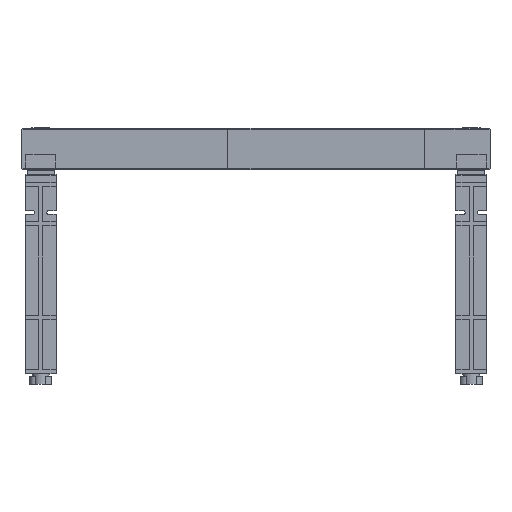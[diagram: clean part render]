
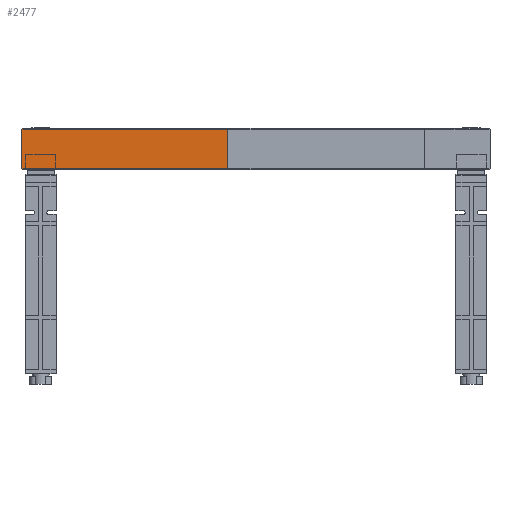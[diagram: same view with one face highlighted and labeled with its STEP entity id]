
A CAD part, front view. The second image highlights one B-rep face of the part: STEP entity #2477.
In plain terms, the highlighted planar face has unit normal (0, -1, 0).
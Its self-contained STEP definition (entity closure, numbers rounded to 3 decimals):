
#2477=ADVANCED_FACE('',(#5821),#5822,.T.);
#5821=FACE_OUTER_BOUND('',#10049,.T.);
#5822=PLANE('',#10050);
#10049=EDGE_LOOP('',(#17908,#17909,#17910,#17911));
#10050=AXIS2_PLACEMENT_3D('',#17912,#17913,#17914);
#17908=ORIENTED_EDGE('',*,*,#28279,.T.);
#17909=ORIENTED_EDGE('',*,*,#28220,.F.);
#17910=ORIENTED_EDGE('',*,*,#28224,.T.);
#17911=ORIENTED_EDGE('',*,*,#28229,.T.);
#17912=CARTESIAN_POINT('',(0.0,0.0,125.8));
#17913=DIRECTION('',(0.0,-1.0,0.0));
#17914=DIRECTION('',(0.0,0.0,-1.0));
#28220=EDGE_CURVE('',#34763,#34785,#34786,.T.);
#28224=EDGE_CURVE('',#34763,#34754,#34791,.T.);
#28229=EDGE_CURVE('',#34754,#34796,#34798,.T.);
#28279=EDGE_CURVE('',#34796,#34785,#34863,.T.);
#34754=VERTEX_POINT('',#44926);
#34763=VERTEX_POINT('',#44936);
#34785=VERTEX_POINT('',#44966);
#34786=LINE('',#44967,#44968);
#34791=LINE('',#44974,#44975);
#34796=VERTEX_POINT('',#44982);
#34798=LINE('',#44984,#44985);
#34863=LINE('',#45126,#45127);
#44926=CARTESIAN_POINT('',(0.0,0.0,115.2));
#44936=CARTESIAN_POINT('',(0.0,0.,136.4));
#44966=CARTESIAN_POINT('',(109.999,0.,136.4));
#44967=CARTESIAN_POINT('',(0.0,0.,136.4));
#44968=VECTOR('',#53867,1.0);
#44974=CARTESIAN_POINT('',(0.0,0.0,136.4));
#44975=VECTOR('',#53872,1.0);
#44982=CARTESIAN_POINT('',(109.999,0.0,115.2));
#44984=CARTESIAN_POINT('',(0.0,0.0,115.2));
#44985=VECTOR('',#53878,1.0);
#45126=CARTESIAN_POINT('',(109.999,0.0,136.4));
#45127=VECTOR('',#53930,1.0);
#53867=DIRECTION('',(1.0,0.0,0.0));
#53872=DIRECTION('',(0.0,0.0,-1.0));
#53878=DIRECTION('',(1.0,0.0,0.0));
#53930=DIRECTION('',(0.0,0.0,1.0));
